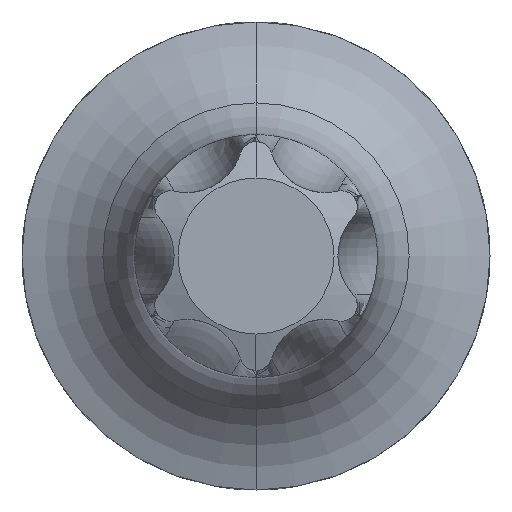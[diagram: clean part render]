
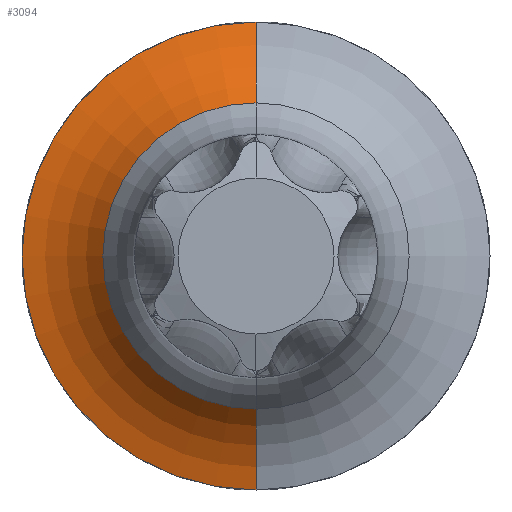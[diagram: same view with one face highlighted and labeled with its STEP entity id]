
A CAD part, front view. The second image highlights one B-rep face of the part: STEP entity #3094.
In plain terms, the highlighted toroidal (fillet/blend) face has major radius 15 mm and minor radius 8 mm.
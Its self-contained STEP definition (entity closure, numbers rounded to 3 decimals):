
#464=CARTESIAN_POINT('',(0.,125.,0.));
#465=DIRECTION('',(0.,-1.,0.));
#466=DIRECTION('',(0.,0.,1.));
#467=AXIS2_PLACEMENT_3D('',#464,#465,#466);
#469=CARTESIAN_POINT('',(0.,117.142,15.));
#470=DIRECTION('',(-1.,0.,0.));
#471=DIRECTION('',(0.,0.982,-0.188));
#472=AXIS2_PLACEMENT_3D('',#469,#470,#471);
#474=CARTESIAN_POINT('',(0.,122.241,0.));
#475=DIRECTION('',(0.,1.,0.));
#476=DIRECTION('',(0.,0.,-1.));
#477=AXIS2_PLACEMENT_3D('',#474,#475,#476);
#479=CARTESIAN_POINT('',(0.,117.142,-15.));
#480=DIRECTION('',(1.,0.,0.));
#481=DIRECTION('',(0.,0.982,0.188));
#482=AXIS2_PLACEMENT_3D('',#479,#480,#481);
#2584=CARTESIAN_POINT('',(0.,125.,-13.5));
#2586=VERTEX_POINT('',#2584);
#2588=CARTESIAN_POINT('',(0.,125.,13.5));
#2590=VERTEX_POINT('',#2588);
#2672=CARTESIAN_POINT('',(0.,122.241,8.836));
#2673=VERTEX_POINT('',#2672);
#2674=CARTESIAN_POINT('',(0.,122.241,-8.836));
#2675=VERTEX_POINT('',#2674);
#3080=CARTESIAN_POINT('',(0.,117.142,0.));
#3081=DIRECTION('',(0.,1.,0.));
#3082=DIRECTION('',(0.,0.,1.));
#3083=AXIS2_PLACEMENT_3D('',#3080,#3081,#3082);
#3084=TOROIDAL_SURFACE('',#3083,15.,8.);
#3085=ORIENTED_EDGE('',*,*,#3071,.F.);
#3087=ORIENTED_EDGE('',*,*,#3086,.T.);
#3089=ORIENTED_EDGE('',*,*,#3088,.F.);
#3091=ORIENTED_EDGE('',*,*,#3090,.F.);
#3092=EDGE_LOOP('',(#3085,#3087,#3089,#3091));
#3093=FACE_OUTER_BOUND('',#3092,.F.);
#3094=ADVANCED_FACE('',(#3093),#3084,.F.);
#468=CIRCLE('',#467,13.5);
#473=CIRCLE('',#472,8.);
#478=CIRCLE('',#477,8.836);
#483=CIRCLE('',#482,8.);
#3071=EDGE_CURVE('',#2590,#2586,#468,.T.);
#3086=EDGE_CURVE('',#2590,#2673,#473,.T.);
#3088=EDGE_CURVE('',#2675,#2673,#478,.T.);
#3090=EDGE_CURVE('',#2586,#2675,#483,.T.);
